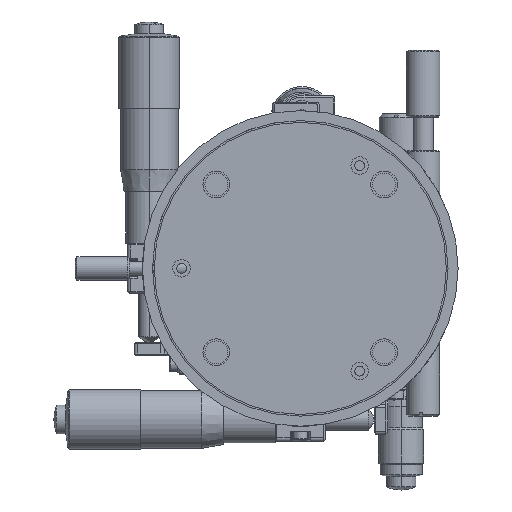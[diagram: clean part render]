
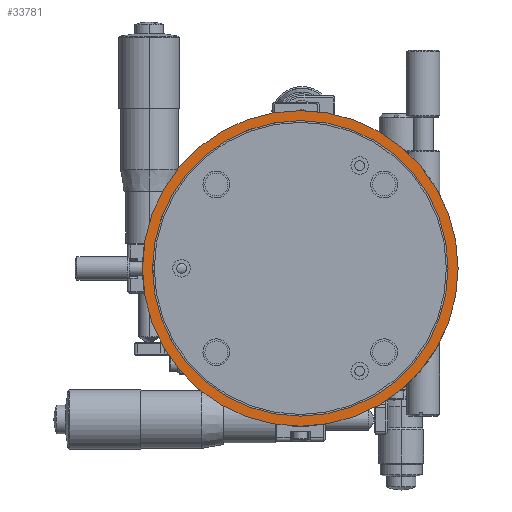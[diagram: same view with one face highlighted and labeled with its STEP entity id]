
A CAD part, front view. The second image highlights one B-rep face of the part: STEP entity #33781.
In plain terms, the highlighted planar face has unit normal (0, -1, 0).
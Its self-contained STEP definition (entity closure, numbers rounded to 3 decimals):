
#2643 = EDGE_CURVE ( 'NONE', #19087, #9691, #32198, .T. ) ;
#2730 = PLANE ( 'NONE',  #26129 ) ;
#4273 = CARTESIAN_POINT ( 'NONE',  ( -74.101, 24.77, -76.551 ) ) ;
#4657 = CARTESIAN_POINT ( 'NONE',  ( -74.101, 24.77, -123.551 ) ) ;
#5456 = CIRCLE ( 'NONE', #27325, 47. ) ;
#6610 = CARTESIAN_POINT ( 'NONE',  ( -30.101, 24.77, -76.551 ) ) ;
#8164 = DIRECTION ( 'NONE',  ( 0., 0., -1. ) ) ;
#9513 = EDGE_CURVE ( 'NONE', #38776, #17126, #41360, .T. ) ;
#9691 = VERTEX_POINT ( 'NONE', #4657 ) ;
#10470 = DIRECTION ( 'NONE',  ( 0., -1., 0. ) ) ;
#11437 = DIRECTION ( 'NONE',  ( 0., 1., 0. ) ) ;
#14070 = ORIENTED_EDGE ( 'NONE', *, *, #23542, .T. ) ;
#15337 = EDGE_LOOP ( 'NONE', ( #34328, #14070 ) ) ;
#16699 = EDGE_CURVE ( 'NONE', #9691, #19087, #5456, .T. ) ;
#17051 = CARTESIAN_POINT ( 'NONE',  ( -74.101, 24.77, -76.551 ) ) ;
#17126 = VERTEX_POINT ( 'NONE', #44157 ) ;
#17795 = AXIS2_PLACEMENT_3D ( 'NONE', #4273, #31303, #8164 ) ;
#18206 = DIRECTION ( 'NONE',  ( 0., 1., 0. ) ) ;
#18767 = CIRCLE ( 'NONE', #33665, 44. ) ;
#19087 = VERTEX_POINT ( 'NONE', #24319 ) ;
#20947 = DIRECTION ( 'NONE',  ( 0., 0., -1. ) ) ;
#23542 = EDGE_CURVE ( 'NONE', #17126, #38776, #18767, .T. ) ;
#24319 = CARTESIAN_POINT ( 'NONE',  ( -74.101, 24.77, -29.551 ) ) ;
#26129 = AXIS2_PLACEMENT_3D ( 'NONE', #6610, #10470, #37510 ) ;
#27325 = AXIS2_PLACEMENT_3D ( 'NONE', #17051, #44047, #20947 ) ;
#30972 = EDGE_LOOP ( 'NONE', ( #43271, #49268 ) ) ;
#31303 = DIRECTION ( 'NONE',  ( 0., -1., 0. ) ) ;
#32198 = CIRCLE ( 'NONE', #17795, 47. ) ;
#33665 = AXIS2_PLACEMENT_3D ( 'NONE', #41346, #18206, #45208 ) ;
#33781 = ADVANCED_FACE ( 'NONE', ( #44764, #39343 ), #2730, .T. ) ;
#34328 = ORIENTED_EDGE ( 'NONE', *, *, #9513, .T. ) ;
#34550 = CARTESIAN_POINT ( 'NONE',  ( -74.101, 24.77, -76.551 ) ) ;
#37510 = DIRECTION ( 'NONE',  ( 0., 0., -1. ) ) ;
#38454 = DIRECTION ( 'NONE',  ( 0., 0., -1. ) ) ;
#38776 = VERTEX_POINT ( 'NONE', #47322 ) ;
#39343 = FACE_OUTER_BOUND ( 'NONE', #30972, .T. ) ;
#41295 = AXIS2_PLACEMENT_3D ( 'NONE', #34550, #11437, #38454 ) ;
#41346 = CARTESIAN_POINT ( 'NONE',  ( -74.101, 24.77, -76.551 ) ) ;
#41360 = CIRCLE ( 'NONE', #41295, 44. ) ;
#43271 = ORIENTED_EDGE ( 'NONE', *, *, #16699, .T. ) ;
#44047 = DIRECTION ( 'NONE',  ( 0., -1., 0. ) ) ;
#44157 = CARTESIAN_POINT ( 'NONE',  ( -74.101, 24.77, -32.551 ) ) ;
#44764 = FACE_BOUND ( 'NONE', #15337, .T. ) ;
#45208 = DIRECTION ( 'NONE',  ( 0., 0., -1. ) ) ;
#47322 = CARTESIAN_POINT ( 'NONE',  ( -74.101, 24.77, -120.551 ) ) ;
#49268 = ORIENTED_EDGE ( 'NONE', *, *, #2643, .T. ) ;
